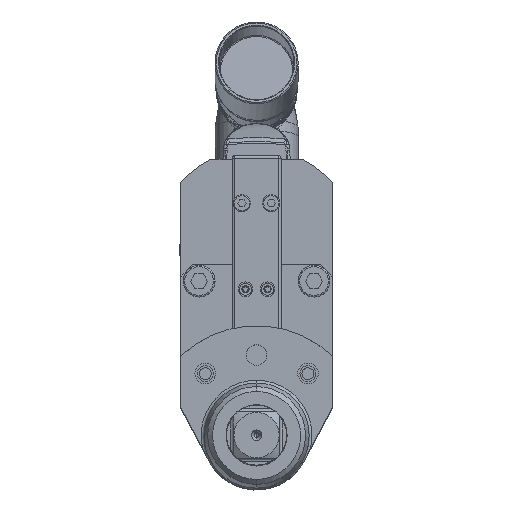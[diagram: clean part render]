
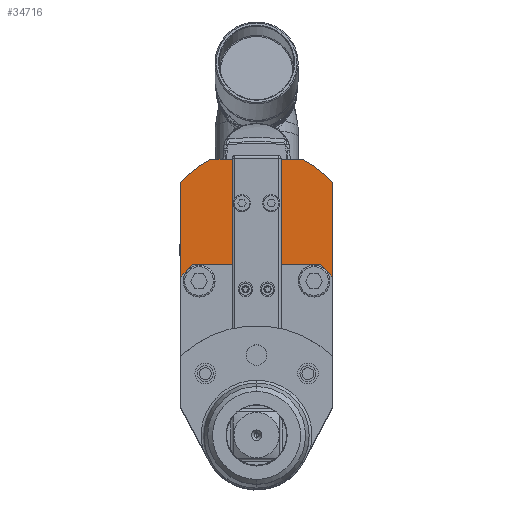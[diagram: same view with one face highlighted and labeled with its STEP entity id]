
A CAD part, top view. The second image highlights one B-rep face of the part: STEP entity #34716.
In plain terms, the highlighted planar face has unit normal (0, 0, 1).
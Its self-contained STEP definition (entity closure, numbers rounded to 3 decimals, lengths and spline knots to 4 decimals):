
#509=DIRECTION('',(0.,-1.,0.));
#510=VECTOR('',#509,1.5155);
#511=CARTESIAN_POINT('',(-1.2205,1.0564,18.1496));
#512=LINE('',#511,#510);
#1267=DIRECTION('',(-1.,0.,0.));
#1268=VECTOR('',#1267,0.3415);
#1269=CARTESIAN_POINT('',(-0.3937,1.437,
18.1496));
#1270=LINE('',#1269,#1268);
#1317=DIRECTION('',(0.,-1.,0.));
#1318=VECTOR('',#1317,1.2008);
#1319=CARTESIAN_POINT('',(-0.3543,0.9449,
18.1496));
#1320=LINE('',#1319,#1318);
#1321=DIRECTION('',(1.,0.,0.));
#1322=VECTOR('',#1321,0.7087);
#1323=CARTESIAN_POINT('',(-0.3543,0.9449,
18.1496));
#1324=LINE('',#1323,#1322);
#1325=DIRECTION('',(0.,-1.,0.));
#1326=VECTOR('',#1325,1.2008);
#1327=CARTESIAN_POINT('',(0.3543,0.9449,
18.1496));
#1328=LINE('',#1327,#1326);
#1329=DIRECTION('',(1.,0.,0.));
#1330=VECTOR('',#1329,0.0394);
#1331=CARTESIAN_POINT('',(0.3543,-0.2559,
18.1496));
#1332=LINE('',#1331,#1330);
#1333=DIRECTION('',(0.,-1.,0.));
#1334=VECTOR('',#1333,1.2008);
#1335=CARTESIAN_POINT('',(0.3937,0.9449,
18.1496));
#1336=LINE('',#1335,#1334);
#1337=DIRECTION('',(0.,1.,0.));
#1338=VECTOR('',#1337,0.2756);
#1339=CARTESIAN_POINT('',(0.3937,0.9449,
18.1496));
#1340=LINE('',#1339,#1338);
#1341=DIRECTION('',(0.,-1.,0.));
#1342=VECTOR('',#1341,0.2165);
#1343=CARTESIAN_POINT('',(0.3937,1.437,18.1496));
#1344=LINE('',#1343,#1342);
#1345=CARTESIAN_POINT('',(0.,0.,18.1496));
#1346=DIRECTION('',(0.,0.,-1.));
#1347=DIRECTION('',(0.455,0.89,0.));
#1348=AXIS2_PLACEMENT_3D('',#1345,#1346,#1347);
#1350=DIRECTION('',(-0.707,0.707,0.));
#1351=VECTOR('',#1350,0.2784);
#1352=CARTESIAN_POINT('',(1.2205,-0.4591,
18.1496));
#1353=LINE('',#1352,#1351);
#1354=DIRECTION('',(-1.,0.,0.));
#1355=VECTOR('',#1354,2.0472);
#1356=CARTESIAN_POINT('',(1.0236,-0.2622,
18.1496));
#1357=LINE('',#1356,#1355);
#1358=DIRECTION('',(-0.707,-0.707,0.));
#1359=VECTOR('',#1358,0.2784);
#1360=CARTESIAN_POINT('',(-1.0236,-0.2622,
18.1496));
#1361=LINE('',#1360,#1359);
#1362=CARTESIAN_POINT('',(0.,0.,18.1496));
#1363=DIRECTION('',(0.,0.,-1.));
#1364=DIRECTION('',(-0.756,0.654,0.));
#1365=AXIS2_PLACEMENT_3D('',#1362,#1363,#1364);
#1367=DIRECTION('',(0.,-1.,0.));
#1368=VECTOR('',#1367,0.2165);
#1369=CARTESIAN_POINT('',(-0.3937,1.437,
18.1496));
#1370=LINE('',#1369,#1368);
#1371=DIRECTION('',(0.,-1.,0.));
#1372=VECTOR('',#1371,0.2756);
#1373=CARTESIAN_POINT('',(-0.3937,1.2205,
18.1496));
#1374=LINE('',#1373,#1372);
#1375=DIRECTION('',(0.,-1.,0.));
#1376=VECTOR('',#1375,1.2008);
#1377=CARTESIAN_POINT('',(-0.3937,0.9449,
18.1496));
#1378=LINE('',#1377,#1376);
#1379=DIRECTION('',(1.,0.,0.));
#1380=VECTOR('',#1379,0.0394);
#1381=CARTESIAN_POINT('',(-0.3937,-0.2559,
18.1496));
#1382=LINE('',#1381,#1380);
#1383=CARTESIAN_POINT('',(-0.2362,0.7283,
18.1496));
#1384=DIRECTION('',(0.,0.,-1.));
#1385=DIRECTION('',(-1.,0.,0.));
#1386=AXIS2_PLACEMENT_3D('',#1383,#1384,#1385);
#1388=CARTESIAN_POINT('',(-0.2362,0.7283,
18.1496));
#1389=DIRECTION('',(0.,0.,-1.));
#1390=DIRECTION('',(1.,0.,0.));
#1391=AXIS2_PLACEMENT_3D('',#1388,#1389,#1390);
#1393=CARTESIAN_POINT('',(0.2362,0.7283,
18.1496));
#1394=DIRECTION('',(0.,0.,-1.));
#1395=DIRECTION('',(-1.,0.,0.));
#1396=AXIS2_PLACEMENT_3D('',#1393,#1394,#1395);
#1398=CARTESIAN_POINT('',(0.2362,0.7283,
18.1496));
#1399=DIRECTION('',(0.,0.,-1.));
#1400=DIRECTION('',(1.,0.,0.));
#1401=AXIS2_PLACEMENT_3D('',#1398,#1399,#1400);
#1517=DIRECTION('',(-1.,0.,0.));
#1518=VECTOR('',#1517,0.3415);
#1519=CARTESIAN_POINT('',(0.7352,1.437,18.1496));
#1520=LINE('',#1519,#1518);
#5505=DIRECTION('',(0.,1.,0.));
#5506=VECTOR('',#5505,1.5155);
#5507=CARTESIAN_POINT('',(1.2205,-0.4591,
18.1496));
#5508=LINE('',#5507,#5506);
#32138=CARTESIAN_POINT('',(0.7352,1.437,
18.1496));
#32139=CARTESIAN_POINT('',(1.2205,1.0564,18.1496));
#32140=VERTEX_POINT('',#32138);
#32141=VERTEX_POINT('',#32139);
#32142=CARTESIAN_POINT('',(-1.2205,1.0564,
18.1496));
#32143=CARTESIAN_POINT('',(-0.7352,1.437,
18.1496));
#32144=VERTEX_POINT('',#32142);
#32145=VERTEX_POINT('',#32143);
#32503=CARTESIAN_POINT('',(1.0236,-0.2622,
18.1496));
#32504=CARTESIAN_POINT('',(-1.0236,-0.2622,
18.1496));
#32505=VERTEX_POINT('',#32503);
#32506=VERTEX_POINT('',#32504);
#32507=CARTESIAN_POINT('',(-1.2205,-0.4591,
18.1496));
#32508=VERTEX_POINT('',#32507);
#32509=CARTESIAN_POINT('',(1.2205,-0.4591,
18.1496));
#32510=VERTEX_POINT('',#32509);
#33398=CARTESIAN_POINT('',(-0.3937,1.437,
18.1496));
#33400=VERTEX_POINT('',#33398);
#33402=CARTESIAN_POINT('',(-0.3937,1.2205,
18.1496));
#33404=VERTEX_POINT('',#33402);
#33418=CARTESIAN_POINT('',(0.3937,1.2205,
18.1496));
#33420=VERTEX_POINT('',#33418);
#33424=CARTESIAN_POINT('',(0.3937,1.437,
18.1496));
#33425=VERTEX_POINT('',#33424);
#33426=CARTESIAN_POINT('',(-0.3543,0.9449,
18.1496));
#33427=CARTESIAN_POINT('',(-0.3543,-0.2559,
18.1496));
#33428=VERTEX_POINT('',#33426);
#33429=VERTEX_POINT('',#33427);
#33430=CARTESIAN_POINT('',(0.3543,0.9449,
18.1496));
#33431=CARTESIAN_POINT('',(0.3543,-0.2559,
18.1496));
#33432=VERTEX_POINT('',#33430);
#33433=VERTEX_POINT('',#33431);
#33434=CARTESIAN_POINT('',(-0.3937,-0.2559,
18.1496));
#33435=VERTEX_POINT('',#33434);
#33436=CARTESIAN_POINT('',(0.3937,-0.2559,
18.1496));
#33437=VERTEX_POINT('',#33436);
#33438=CARTESIAN_POINT('',(0.3937,0.9449,
18.1496));
#33439=VERTEX_POINT('',#33438);
#33440=CARTESIAN_POINT('',(-0.3937,0.9449,
18.1496));
#33441=VERTEX_POINT('',#33440);
#33532=CARTESIAN_POINT('',(-0.315,0.7283,
18.1496));
#33533=CARTESIAN_POINT('',(-0.1575,0.7283,
18.1496));
#33534=VERTEX_POINT('',#33532);
#33535=VERTEX_POINT('',#33533);
#33592=CARTESIAN_POINT('',(0.1575,0.7283,
18.1496));
#33593=CARTESIAN_POINT('',(0.315,0.7283,
18.1496));
#33594=VERTEX_POINT('',#33592);
#33595=VERTEX_POINT('',#33593);
#34662=CARTESIAN_POINT('',(0.,0.,18.1496));
#34663=DIRECTION('',(0.,0.,-1.));
#34664=DIRECTION('',(-1.,0.,0.));
#34665=AXIS2_PLACEMENT_3D('',#34662,#34663,#34664);
#34666=PLANE('',#34665);
#34667=ORIENTED_EDGE('',*,*,#34477,.F.);
#34669=ORIENTED_EDGE('',*,*,#34668,.T.);
#34671=ORIENTED_EDGE('',*,*,#34670,.T.);
#34673=ORIENTED_EDGE('',*,*,#34672,.T.);
#34675=ORIENTED_EDGE('',*,*,#34674,.F.);
#34677=ORIENTED_EDGE('',*,*,#34676,.T.);
#34679=ORIENTED_EDGE('',*,*,#34678,.F.);
#34681=ORIENTED_EDGE('',*,*,#34680,.F.);
#34683=ORIENTED_EDGE('',*,*,#34682,.T.);
#34685=ORIENTED_EDGE('',*,*,#34684,.F.);
#34686=ORIENTED_EDGE('',*,*,#33949,.T.);
#34687=ORIENTED_EDGE('',*,*,#33976,.T.);
#34689=ORIENTED_EDGE('',*,*,#34688,.T.);
#34690=ORIENTED_EDGE('',*,*,#33809,.F.);
#34692=ORIENTED_EDGE('',*,*,#34691,.T.);
#34693=ORIENTED_EDGE('',*,*,#34637,.F.);
#34695=ORIENTED_EDGE('',*,*,#34694,.T.);
#34697=ORIENTED_EDGE('',*,*,#34696,.T.);
#34699=ORIENTED_EDGE('',*,*,#34698,.T.);
#34701=ORIENTED_EDGE('',*,*,#34700,.T.);
#34702=EDGE_LOOP('',(#34667,#34669,#34671,#34673,#34675,#34677,#34679,#34681,
#34683,#34685,#34686,#34687,#34689,#34690,#34692,#34693,#34695,#34697,#34699,
#34701));
#34703=FACE_OUTER_BOUND('',#34702,.F.);
#34705=ORIENTED_EDGE('',*,*,#34704,.F.);
#34707=ORIENTED_EDGE('',*,*,#34706,.F.);
#34708=EDGE_LOOP('',(#34705,#34707));
#34709=FACE_BOUND('',#34708,.F.);
#34711=ORIENTED_EDGE('',*,*,#34710,.F.);
#34713=ORIENTED_EDGE('',*,*,#34712,.F.);
#34714=EDGE_LOOP('',(#34711,#34713));
#34715=FACE_BOUND('',#34714,.F.);
#1349=CIRCLE('',#1348,1.6142);
#1366=CIRCLE('',#1365,1.6142);
#1387=CIRCLE('',#1386,0.0787);
#1392=CIRCLE('',#1391,0.0787);
#1397=CIRCLE('',#1396,0.0787);
#1402=CIRCLE('',#1401,0.0787);
#33809=EDGE_CURVE('',#32144,#32508,#512,.T.);
#33949=EDGE_CURVE('',#32510,#32505,#1353,.T.);
#33976=EDGE_CURVE('',#32505,#32506,#1357,.T.);
#34477=EDGE_CURVE('',#33428,#33429,#1320,.T.);
#34637=EDGE_CURVE('',#33400,#32145,#1270,.T.);
#34668=EDGE_CURVE('',#33428,#33432,#1324,.T.);
#34670=EDGE_CURVE('',#33432,#33433,#1328,.T.);
#34672=EDGE_CURVE('',#33433,#33437,#1332,.T.);
#34674=EDGE_CURVE('',#33439,#33437,#1336,.T.);
#34676=EDGE_CURVE('',#33439,#33420,#1340,.T.);
#34678=EDGE_CURVE('',#33425,#33420,#1344,.T.);
#34680=EDGE_CURVE('',#32140,#33425,#1520,.T.);
#34682=EDGE_CURVE('',#32140,#32141,#1349,.T.);
#34684=EDGE_CURVE('',#32510,#32141,#5508,.T.);
#34688=EDGE_CURVE('',#32506,#32508,#1361,.T.);
#34691=EDGE_CURVE('',#32144,#32145,#1366,.T.);
#34694=EDGE_CURVE('',#33400,#33404,#1370,.T.);
#34696=EDGE_CURVE('',#33404,#33441,#1374,.T.);
#34698=EDGE_CURVE('',#33441,#33435,#1378,.T.);
#34700=EDGE_CURVE('',#33435,#33429,#1382,.T.);
#34704=EDGE_CURVE('',#33534,#33535,#1387,.T.);
#34706=EDGE_CURVE('',#33535,#33534,#1392,.T.);
#34710=EDGE_CURVE('',#33594,#33595,#1397,.T.);
#34712=EDGE_CURVE('',#33595,#33594,#1402,.T.);
#34716=ADVANCED_FACE('',(#34703,#34709,#34715),#34666,.F.);
